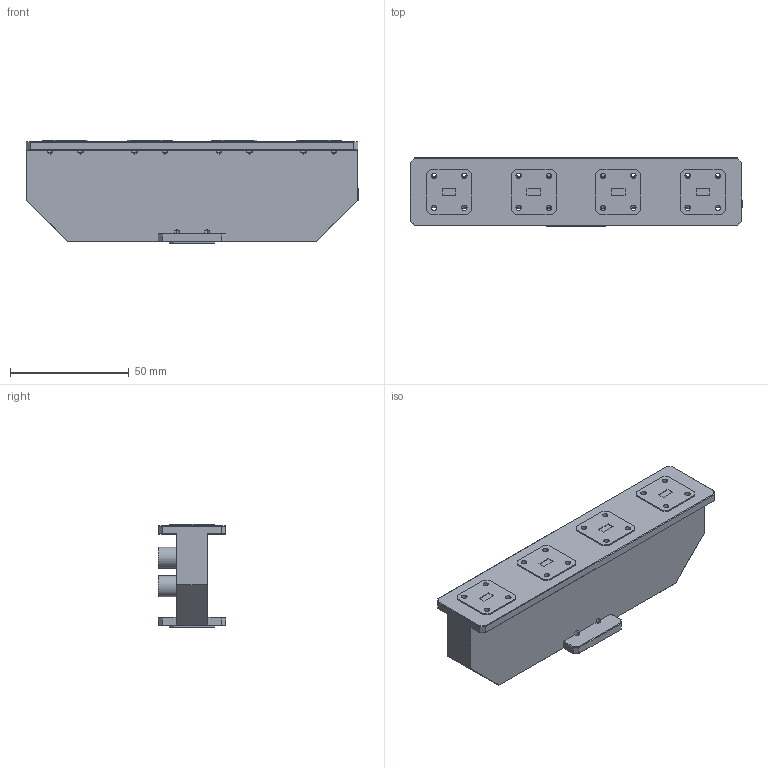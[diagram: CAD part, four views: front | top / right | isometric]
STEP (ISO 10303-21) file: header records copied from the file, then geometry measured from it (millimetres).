
FILE_DESCRIPTION (( 'STEP AP214' ), '1' );
FILE_NAME ('WP-Q4-SC.STEP', '2023-02-02T21:02:04', ( '' ), ( '' ), 'SwSTEP 2.0', 'SolidWorks 2021', '' );
FILE_SCHEMA (( 'AUTOMOTIVE_DESIGN' ));
Length unit declared in the file: inch
Products named in the file (1): WP-Q4-SC
Bounding box: 139.7 x 28.57 x 43.43 mm (x, y, z)
Volume: 85283.2 mm3; surface area: 27253 mm2
Topology: 38 solids, 38 shells, 1270 faces, 2643 edges, 1548 vertices
Faces by surface type: plane 563, cone 429, cylinder 278
Entity records: 51541 total; most frequent: CARTESIAN_POINT 7669, DIRECTION 5877, ORIENTED_EDGE 5286, EDGE_CURVE 2643, AXIS2_PLACEMENT_3D 2274, VERTEX_POINT 1548, EDGE_LOOP 1409, LINE 1329
